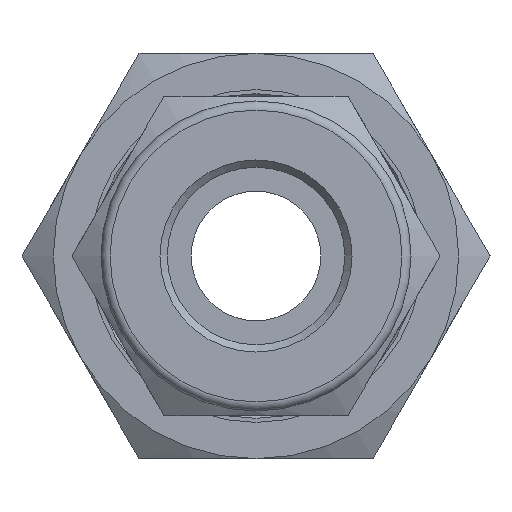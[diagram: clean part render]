
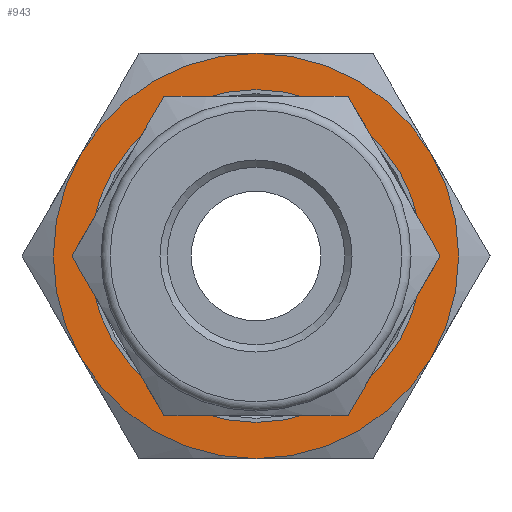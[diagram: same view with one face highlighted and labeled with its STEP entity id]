
A CAD part, left-side view. The second image highlights one B-rep face of the part: STEP entity #943.
In plain terms, the highlighted planar face has unit normal (-1, 0, 0).
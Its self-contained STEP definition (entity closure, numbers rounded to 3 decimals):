
#64=FACE_BOUND('',#255,.T.);
#86=CIRCLE('',#1005,7.5);
#106=CIRCLE('',#1048,11.113);
#107=CIRCLE('',#1050,11.113);
#108=CIRCLE('',#1052,11.113);
#109=CIRCLE('',#1054,11.113);
#110=CIRCLE('',#1056,11.113);
#124=CIRCLE('',#1085,11.113);
#185=FACE_OUTER_BOUND('',#254,.T.);
#254=EDGE_LOOP('',(#853,#854,#855,#856,#857,#858));
#255=EDGE_LOOP('',(#859));
#407=VERTEX_POINT('',#1502);
#424=VERTEX_POINT('',#1566);
#430=VERTEX_POINT('',#1587);
#434=VERTEX_POINT('',#1605);
#438=VERTEX_POINT('',#1623);
#442=VERTEX_POINT('',#1641);
#446=VERTEX_POINT('',#1659);
#506=EDGE_CURVE('',#407,#407,#86,.T.);
#566=EDGE_CURVE('',#446,#442,#106,.T.);
#567=EDGE_CURVE('',#442,#438,#107,.T.);
#568=EDGE_CURVE('',#424,#446,#108,.T.);
#569=EDGE_CURVE('',#430,#424,#109,.T.);
#570=EDGE_CURVE('',#438,#434,#110,.T.);
#590=EDGE_CURVE('',#434,#430,#124,.T.);
#853=ORIENTED_EDGE('',*,*,#568,.F.);
#854=ORIENTED_EDGE('',*,*,#569,.F.);
#855=ORIENTED_EDGE('',*,*,#590,.F.);
#856=ORIENTED_EDGE('',*,*,#570,.F.);
#857=ORIENTED_EDGE('',*,*,#567,.F.);
#858=ORIENTED_EDGE('',*,*,#566,.F.);
#859=ORIENTED_EDGE('',*,*,#506,.T.);
#882=PLANE('',#1084);
#943=ADVANCED_FACE('',(#185,#64),#882,.T.);
#1005=AXIS2_PLACEMENT_3D('',#1503,#1187,#1188);
#1048=AXIS2_PLACEMENT_3D('',#1674,#1289,#1290);
#1050=AXIS2_PLACEMENT_3D('',#1676,#1293,#1294);
#1052=AXIS2_PLACEMENT_3D('',#1678,#1297,#1298);
#1054=AXIS2_PLACEMENT_3D('',#1680,#1301,#1302);
#1056=AXIS2_PLACEMENT_3D('',#1682,#1305,#1306);
#1084=AXIS2_PLACEMENT_3D('',#1723,#1367,#1368);
#1085=AXIS2_PLACEMENT_3D('',#1724,#1369,#1370);
#1187=DIRECTION('center_axis',(1.,0.,0.));
#1188=DIRECTION('ref_axis',(0.,1.,0.));
#1289=DIRECTION('center_axis',(1.,0.,0.));
#1290=DIRECTION('ref_axis',(0.,0.,-1.));
#1293=DIRECTION('center_axis',(1.,0.,0.));
#1294=DIRECTION('ref_axis',(0.,0.,-1.));
#1297=DIRECTION('center_axis',(1.,0.,0.));
#1298=DIRECTION('ref_axis',(0.,0.,-1.));
#1301=DIRECTION('center_axis',(1.,0.,0.));
#1302=DIRECTION('ref_axis',(0.,0.,-1.));
#1305=DIRECTION('center_axis',(1.,0.,0.));
#1306=DIRECTION('ref_axis',(0.,0.,-1.));
#1367=DIRECTION('center_axis',(-1.,0.,0.));
#1368=DIRECTION('ref_axis',(0.,0.,1.));
#1369=DIRECTION('center_axis',(1.,0.,0.));
#1370=DIRECTION('ref_axis',(0.,0.,-1.));
#1502=CARTESIAN_POINT('',(19.414,-7.5,0.));
#1503=CARTESIAN_POINT('Origin',(19.414,0.,
0.));
#1566=CARTESIAN_POINT('',(19.414,9.624,-5.556));
#1587=CARTESIAN_POINT('',(19.414,0.,-11.113));
#1605=CARTESIAN_POINT('',(19.414,-9.624,-5.556));
#1623=CARTESIAN_POINT('',(19.414,-9.624,5.556));
#1641=CARTESIAN_POINT('',(19.414,0.,11.113));
#1659=CARTESIAN_POINT('',(19.414,9.624,5.556));
#1674=CARTESIAN_POINT('Origin',(19.414,0.,
0.));
#1676=CARTESIAN_POINT('Origin',(19.414,0.,
0.));
#1678=CARTESIAN_POINT('Origin',(19.414,0.,
0.));
#1680=CARTESIAN_POINT('Origin',(19.414,0.,
0.));
#1682=CARTESIAN_POINT('Origin',(19.414,0.,
0.));
#1723=CARTESIAN_POINT('Origin',(19.414,11.112,0.));
#1724=CARTESIAN_POINT('Origin',(19.414,0.,
0.));
